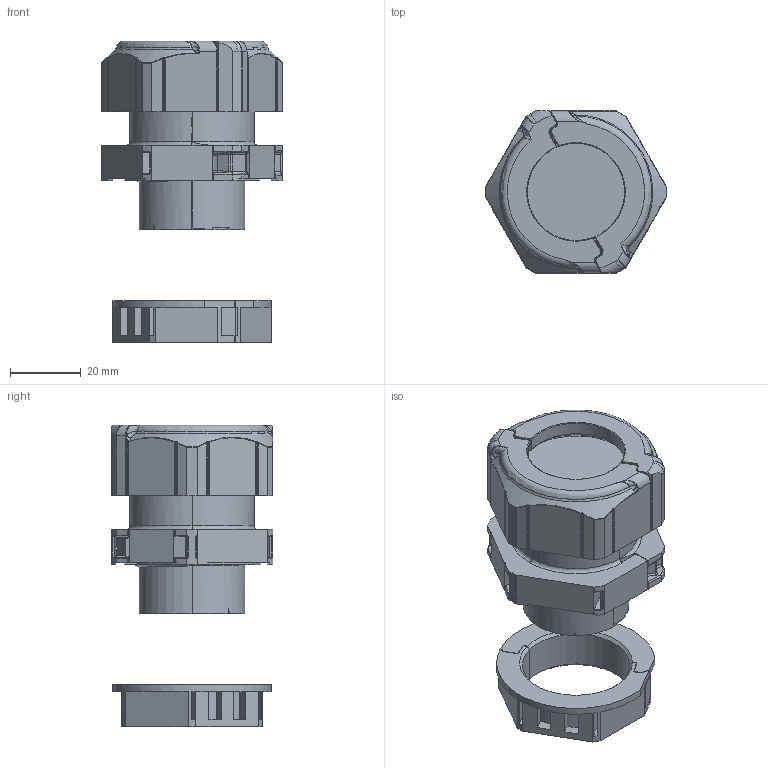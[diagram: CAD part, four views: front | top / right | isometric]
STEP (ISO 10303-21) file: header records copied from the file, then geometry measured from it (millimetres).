
FILE_DESCRIPTION (( 'STEP AP214' ), '1' );
FILE_NAME ('2024970.STP', '2017-05-05T09:31:59', ( '' ), ( '' ), 'SwSTEP 2.0', 'SolidWorks 2016', '' );
FILE_SCHEMA (( 'AUTOMOTIVE_DESIGN' ));
Length unit declared in the file: millimetre
Products named in the file (8): 111641; 111567_Standard; 111629_Standard; 111631; 111632; 111630; 111633; 2024970
Assembly tree (8 placements, depth 3):
  2024970
    111630
      111633
    111631
      111632
    111629_Standard  x2
    111567_Standard
    111641
Bounding box: 51.29 x 45.9 x 85.52 mm (x, y, z)
Volume: 61922.5 mm3; surface area: 32129.2 mm2
Topology: 6 solids, 6 shells, 1830 faces, 4949 edges, 3084 vertices
Faces by surface type: plane 820, cylinder 596, bspline 326, torus 60, cone 16, sphere 12
Entity records: 57781 total; most frequent: CARTESIAN_POINT 17344, ORIENTED_EDGE 8692, DIRECTION 7904, EDGE_CURVE 4346, AXIS2_PLACEMENT_3D 2841, VERTEX_POINT 2753, LINE 2222, VECTOR 2222
